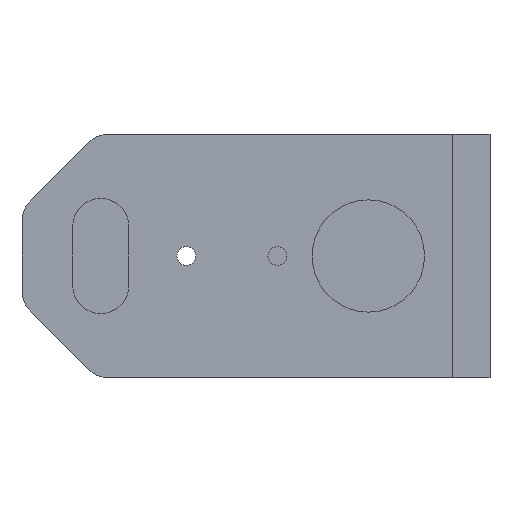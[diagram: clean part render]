
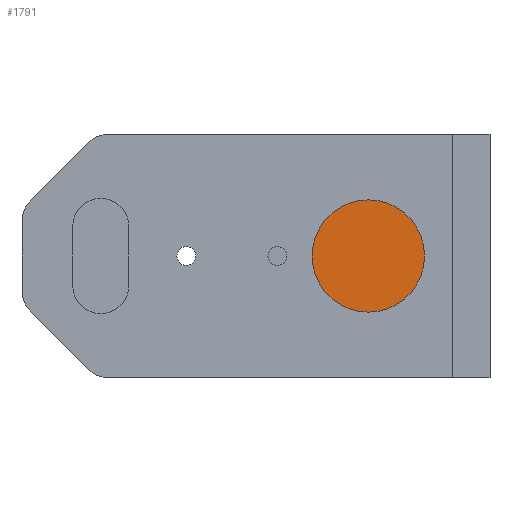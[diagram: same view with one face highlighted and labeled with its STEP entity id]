
A CAD part, front view. The second image highlights one B-rep face of the part: STEP entity #1791.
In plain terms, the highlighted planar face has unit normal (0, -1, 0).
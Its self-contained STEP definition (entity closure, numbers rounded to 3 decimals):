
#5 = AXIS2_PLACEMENT_3D ( 'NONE', #983, #1461, #110 ) ;
#42 = CARTESIAN_POINT ( 'NONE',  ( 47.322, 1120., 47.322 ) ) ;
#53 = ORIENTED_EDGE ( 'NONE', *, *, #1758, .T. ) ;
#56 = PLANE ( 'NONE',  #1444 ) ;
#71 = CIRCLE ( 'NONE', #1276, 8. ) ;
#110 = DIRECTION ( 'NONE',  ( 0., 0., 1. ) ) ;
#116 = VECTOR ( 'NONE', #1740, 1000. ) ;
#129 = CIRCLE ( 'NONE', #944, 8. ) ;
#165 = DIRECTION ( 'NONE',  ( 0., 0., 1. ) ) ;
#166 = EDGE_CURVE ( 'NONE', #1912, #1099, #278, .T. ) ;
#192 = CIRCLE ( 'NONE', #413, 8. ) ;
#199 = FACE_BOUND ( 'NONE', #1672, .T. ) ;
#235 = EDGE_CURVE ( 'NONE', #1732, #1013, #1283, .T. ) ;
#265 = ORIENTED_EDGE ( 'NONE', *, *, #796, .T. ) ;
#272 = ORIENTED_EDGE ( 'NONE', *, *, #423, .T. ) ;
#273 = CARTESIAN_POINT ( 'NONE',  ( 47.322, 1120., 47.322 ) ) ;
#276 = EDGE_LOOP ( 'NONE', ( #1289, #265 ) ) ;
#278 = CIRCLE ( 'NONE', #886, 8. ) ;
#296 = CARTESIAN_POINT ( 'NONE',  ( -47.322, 1120., 39.322 ) ) ;
#315 = FACE_BOUND ( 'NONE', #1072, .T. ) ;
#322 = CARTESIAN_POINT ( 'NONE',  ( 47.322, 1120., -39.322 ) ) ;
#352 = CIRCLE ( 'NONE', #5, 8. ) ;
#363 = ORIENTED_EDGE ( 'NONE', *, *, #166, .T. ) ;
#393 = CARTESIAN_POINT ( 'NONE',  ( -59., 1120., -59. ) ) ;
#400 = LINE ( 'NONE', #847, #849 ) ;
#406 = DIRECTION ( 'NONE',  ( 0., 1., 0. ) ) ;
#413 = AXIS2_PLACEMENT_3D ( 'NONE', #859, #598, #1512 ) ;
#423 = EDGE_CURVE ( 'NONE', #1468, #709, #1058, .T. ) ;
#450 = CARTESIAN_POINT ( 'NONE',  ( -59., 1120., 0. ) ) ;
#461 = DIRECTION ( 'NONE',  ( 0., 1., 0. ) ) ;
#465 = CARTESIAN_POINT ( 'NONE',  ( 59., 1120., 59. ) ) ;
#497 = CARTESIAN_POINT ( 'NONE',  ( -47.322, 1120., -55.322 ) ) ;
#528 = CARTESIAN_POINT ( 'NONE',  ( -47.322, 1120., -47.322 ) ) ;
#536 = CARTESIAN_POINT ( 'NONE',  ( -47.322, 1120., 47.322 ) ) ;
#550 = CARTESIAN_POINT ( 'NONE',  ( 47.322, 1120., 39.322 ) ) ;
#567 = EDGE_LOOP ( 'NONE', ( #272, #1002, #1399, #53 ) ) ;
#570 = EDGE_CURVE ( 'NONE', #1013, #1732, #1427, .T. ) ;
#586 = ORIENTED_EDGE ( 'NONE', *, *, #804, .T. ) ;
#594 = EDGE_CURVE ( 'NONE', #1180, #1440, #400, .T. ) ;
#598 = DIRECTION ( 'NONE',  ( 0., 1., 0. ) ) ;
#610 = EDGE_CURVE ( 'NONE', #1099, #1912, #352, .T. ) ;
#634 = DIRECTION ( 'NONE',  ( 0., 1., 0. ) ) ;
#697 = VERTEX_POINT ( 'NONE', #1534 ) ;
#709 = VERTEX_POINT ( 'NONE', #393 ) ;
#719 = LINE ( 'NONE', #1181, #1892 ) ;
#763 = EDGE_CURVE ( 'NONE', #770, #697, #129, .T. ) ;
#770 = VERTEX_POINT ( 'NONE', #550 ) ;
#796 = EDGE_CURVE ( 'NONE', #940, #1516, #192, .T. ) ;
#804 = EDGE_CURVE ( 'NONE', #697, #770, #71, .T. ) ;
#838 = ORIENTED_EDGE ( 'NONE', *, *, #235, .T. ) ;
#847 = CARTESIAN_POINT ( 'NONE',  ( 59., 1120., 0. ) ) ;
#849 = VECTOR ( 'NONE', #1424, 1000. ) ;
#857 = DIRECTION ( 'NONE',  ( 0., 1., 0. ) ) ;
#859 = CARTESIAN_POINT ( 'NONE',  ( 47.322, 1120., -47.322 ) ) ;
#869 = DIRECTION ( 'NONE',  ( 0., 0., 1. ) ) ;
#871 = EDGE_CURVE ( 'NONE', #709, #1180, #719, .T. ) ;
#886 = AXIS2_PLACEMENT_3D ( 'NONE', #528, #1548, #1125 ) ;
#916 = FACE_BOUND ( 'NONE', #1813, .T. ) ;
#925 = ORIENTED_EDGE ( 'NONE', *, *, #610, .T. ) ;
#940 = VERTEX_POINT ( 'NONE', #322 ) ;
#943 = DIRECTION ( 'NONE',  ( 0., 1., 0. ) ) ;
#944 = AXIS2_PLACEMENT_3D ( 'NONE', #273, #1900, #869 ) ;
#983 = CARTESIAN_POINT ( 'NONE',  ( -47.322, 1120., -47.322 ) ) ;
#1001 = DIRECTION ( 'NONE',  ( 0., 0., -1. ) ) ;
#1002 = ORIENTED_EDGE ( 'NONE', *, *, #871, .T. ) ;
#1013 = VERTEX_POINT ( 'NONE', #1111 ) ;
#1016 = AXIS2_PLACEMENT_3D ( 'NONE', #1542, #634, #1224 ) ;
#1058 = LINE ( 'NONE', #450, #1490 ) ;
#1072 = EDGE_LOOP ( 'NONE', ( #363, #925 ) ) ;
#1097 = FACE_OUTER_BOUND ( 'NONE', #567, .T. ) ;
#1099 = VERTEX_POINT ( 'NONE', #1214 ) ;
#1100 = CARTESIAN_POINT ( 'NONE',  ( 47.322, 1120., -55.322 ) ) ;
#1111 = CARTESIAN_POINT ( 'NONE',  ( -47.322, 1120., 55.322 ) ) ;
#1125 = DIRECTION ( 'NONE',  ( 0., 0., 1. ) ) ;
#1129 = CARTESIAN_POINT ( 'NONE',  ( 59., 1120., -59. ) ) ;
#1169 = DIRECTION ( 'NONE',  ( 1., 0., 0. ) ) ;
#1180 = VERTEX_POINT ( 'NONE', #1129 ) ;
#1181 = CARTESIAN_POINT ( 'NONE',  ( 0., 1120., -59. ) ) ;
#1214 = CARTESIAN_POINT ( 'NONE',  ( -47.322, 1120., -39.322 ) ) ;
#1224 = DIRECTION ( 'NONE',  ( 0., 0., -1. ) ) ;
#1254 = ORIENTED_EDGE ( 'NONE', *, *, #763, .T. ) ;
#1276 = AXIS2_PLACEMENT_3D ( 'NONE', #42, #461, #165 ) ;
#1283 = CIRCLE ( 'NONE', #1435, 8. ) ;
#1289 = ORIENTED_EDGE ( 'NONE', *, *, #1470, .T. ) ;
#1309 = DIRECTION ( 'NONE',  ( 0., 0., -1. ) ) ;
#1350 = DIRECTION ( 'NONE',  ( 0., 0., -1. ) ) ;
#1399 = ORIENTED_EDGE ( 'NONE', *, *, #594, .T. ) ;
#1424 = DIRECTION ( 'NONE',  ( 0., 0., 1. ) ) ;
#1427 = CIRCLE ( 'NONE', #1550, 8. ) ;
#1435 = AXIS2_PLACEMENT_3D ( 'NONE', #536, #406, #1001 ) ;
#1440 = VERTEX_POINT ( 'NONE', #465 ) ;
#1444 = AXIS2_PLACEMENT_3D ( 'NONE', #1653, #943, #1828 ) ;
#1461 = DIRECTION ( 'NONE',  ( 0., 1., 0. ) ) ;
#1468 = VERTEX_POINT ( 'NONE', #1517 ) ;
#1470 = EDGE_CURVE ( 'NONE', #1516, #940, #1755, .T. ) ;
#1490 = VECTOR ( 'NONE', #1350, 1000. ) ;
#1512 = DIRECTION ( 'NONE',  ( 0., 0., -1. ) ) ;
#1516 = VERTEX_POINT ( 'NONE', #1100 ) ;
#1517 = CARTESIAN_POINT ( 'NONE',  ( -59., 1120., 59. ) ) ;
#1534 = CARTESIAN_POINT ( 'NONE',  ( 47.322, 1120., 55.322 ) ) ;
#1542 = CARTESIAN_POINT ( 'NONE',  ( 47.322, 1120., -47.322 ) ) ;
#1548 = DIRECTION ( 'NONE',  ( 0., 1., 0. ) ) ;
#1550 = AXIS2_PLACEMENT_3D ( 'NONE', #1880, #857, #1309 ) ;
#1560 = ORIENTED_EDGE ( 'NONE', *, *, #570, .T. ) ;
#1653 = CARTESIAN_POINT ( 'NONE',  ( 0., 1120., 0. ) ) ;
#1672 = EDGE_LOOP ( 'NONE', ( #838, #1560 ) ) ;
#1732 = VERTEX_POINT ( 'NONE', #296 ) ;
#1740 = DIRECTION ( 'NONE',  ( -1., 0., 0. ) ) ;
#1755 = CIRCLE ( 'NONE', #1016, 8. ) ;
#1758 = EDGE_CURVE ( 'NONE', #1440, #1468, #1902, .T. ) ;
#1770 = CARTESIAN_POINT ( 'NONE',  ( 0., 1120., 59. ) ) ;
#1791 = ADVANCED_FACE ( 'NONE', ( #1097, #315, #1820, #916, #199 ), #56, .F. ) ;
#1813 = EDGE_LOOP ( 'NONE', ( #1254, #586 ) ) ;
#1820 = FACE_BOUND ( 'NONE', #276, .T. ) ;
#1828 = DIRECTION ( 'NONE',  ( 0., 0., 1. ) ) ;
#1880 = CARTESIAN_POINT ( 'NONE',  ( -47.322, 1120., 47.322 ) ) ;
#1892 = VECTOR ( 'NONE', #1169, 1000. ) ;
#1900 = DIRECTION ( 'NONE',  ( 0., 1., 0. ) ) ;
#1902 = LINE ( 'NONE', #1770, #116 ) ;
#1912 = VERTEX_POINT ( 'NONE', #497 ) ;
